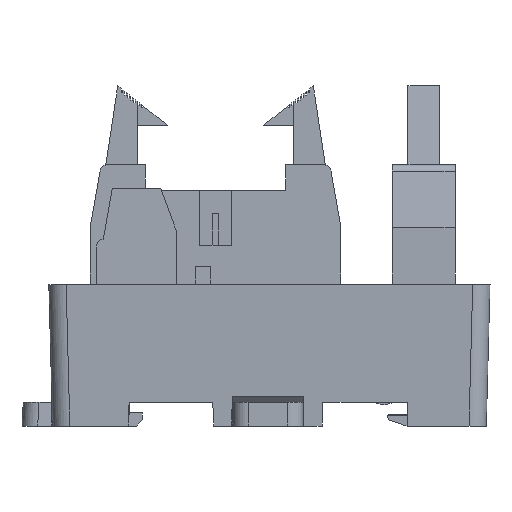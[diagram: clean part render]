
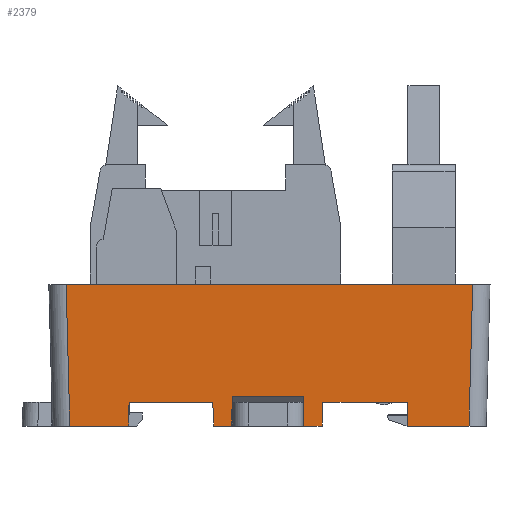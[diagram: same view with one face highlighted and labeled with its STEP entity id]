
A CAD part, left-side view. The second image highlights one B-rep face of the part: STEP entity #2379.
In plain terms, the highlighted planar face has unit normal (-1, 0, -0.026).
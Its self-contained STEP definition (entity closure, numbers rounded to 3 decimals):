
#1403=FACE_OUTER_BOUND('',#4561,.T.);
#2379=ADVANCED_FACE('',(#1403),#3359,.T.);
#3359=PLANE('',#20275);
#4561=EDGE_LOOP('',(#6441,#6442,#6443,#6444,#6445,#6446,#6447,#6448,#6449,
#6450,#6451,#6452,#6453,#6454,#6455,#6456));
#6441=ORIENTED_EDGE('',*,*,#12886,.T.);
#6442=ORIENTED_EDGE('',*,*,#13160,.F.);
#6443=ORIENTED_EDGE('',*,*,#13161,.T.);
#6444=ORIENTED_EDGE('',*,*,#13162,.F.);
#6445=ORIENTED_EDGE('',*,*,#13163,.T.);
#6446=ORIENTED_EDGE('',*,*,#13164,.F.);
#6447=ORIENTED_EDGE('',*,*,#13165,.T.);
#6448=ORIENTED_EDGE('',*,*,#13166,.T.);
#6449=ORIENTED_EDGE('',*,*,#12872,.T.);
#6450=ORIENTED_EDGE('',*,*,#13153,.T.);
#6451=ORIENTED_EDGE('',*,*,#13082,.T.);
#6452=ORIENTED_EDGE('',*,*,#13156,.T.);
#6453=ORIENTED_EDGE('',*,*,#13017,.F.);
#6454=ORIENTED_EDGE('',*,*,#13159,.T.);
#6455=ORIENTED_EDGE('',*,*,#13078,.T.);
#6456=ORIENTED_EDGE('',*,*,#13095,.F.);
#11067=VERTEX_POINT('',#26803);
#11068=VERTEX_POINT('',#26805);
#11081=VERTEX_POINT('',#26831);
#11082=VERTEX_POINT('',#26833);
#11188=VERTEX_POINT('',#27092);
#11189=VERTEX_POINT('',#27094);
#11222=VERTEX_POINT('',#27209);
#11223=VERTEX_POINT('',#27211);
#11226=VERTEX_POINT('',#27218);
#11227=VERTEX_POINT('',#27220);
#11268=VERTEX_POINT('',#27376);
#11269=VERTEX_POINT('',#27378);
#11270=VERTEX_POINT('',#27380);
#11271=VERTEX_POINT('',#27382);
#11272=VERTEX_POINT('',#27384);
#11273=VERTEX_POINT('',#27386);
#12872=EDGE_CURVE('',#11068,#11067,#15472,.T.);
#12886=EDGE_CURVE('',#11082,#11081,#15484,.T.);
#13017=EDGE_CURVE('',#11188,#11189,#15611,.T.);
#13078=EDGE_CURVE('',#11223,#11222,#15667,.T.);
#13082=EDGE_CURVE('',#11227,#11226,#15669,.T.);
#13095=EDGE_CURVE('',#11082,#11222,#15681,.T.);
#13153=EDGE_CURVE('',#11067,#11227,#15739,.T.);
#13156=EDGE_CURVE('',#11226,#11189,#15742,.T.);
#13159=EDGE_CURVE('',#11188,#11223,#15745,.T.);
#13160=EDGE_CURVE('',#11268,#11081,#15746,.T.);
#13161=EDGE_CURVE('',#11268,#11269,#15747,.T.);
#13162=EDGE_CURVE('',#11270,#11269,#15748,.T.);
#13163=EDGE_CURVE('',#11270,#11271,#15749,.T.);
#13164=EDGE_CURVE('',#11272,#11271,#15750,.T.);
#13165=EDGE_CURVE('',#11272,#11273,#15751,.T.);
#13166=EDGE_CURVE('',#11273,#11068,#15752,.T.);
#15472=LINE('',#26804,#17908);
#15484=LINE('',#26832,#17920);
#15611=LINE('',#27093,#18047);
#15667=LINE('',#27210,#18103);
#15669=LINE('',#27219,#18105);
#15681=LINE('',#27244,#18117);
#15739=LINE('',#27361,#18175);
#15742=LINE('',#27366,#18178);
#15745=LINE('',#27373,#18181);
#15746=LINE('',#27375,#18182);
#15747=LINE('',#27377,#18183);
#15748=LINE('',#27379,#18184);
#15749=LINE('',#27381,#18185);
#15750=LINE('',#27383,#18186);
#15751=LINE('',#27385,#18187);
#15752=LINE('',#27387,#18188);
#17908=VECTOR('',#21677,1.);
#17920=VECTOR('',#21693,1.);
#18047=VECTOR('',#21874,1.);
#18103=VECTOR('',#21984,1.);
#18105=VECTOR('',#21992,1.);
#18117=VECTOR('',#22012,1.);
#18175=VECTOR('',#22124,1.);
#18178=VECTOR('',#22131,1.);
#18181=VECTOR('',#22142,1.);
#18182=VECTOR('',#22145,1.);
#18183=VECTOR('',#22146,1.);
#18184=VECTOR('',#22147,1.);
#18185=VECTOR('',#22148,1.);
#18186=VECTOR('',#22149,1.);
#18187=VECTOR('',#22150,1.);
#18188=VECTOR('',#22151,1.);
#20275=AXIS2_PLACEMENT_3D('',#27388,#22152,#22153);
#21677=DIRECTION('',(0.,-1.,0.));
#21693=DIRECTION('',(0.,-1.,0.));
#21874=DIRECTION('',(0.,-1.,0.));
#21984=DIRECTION('',(0.,-1.,0.));
#21992=DIRECTION('',(0.,-1.,0.));
#22012=DIRECTION('',(0.026,0.017,-1.));
#22124=DIRECTION('',(0.026,-0.017,-1.));
#22131=DIRECTION('',(-0.026,-0.026,0.999));
#22142=DIRECTION('',(0.026,-0.026,-0.999));
#22145=DIRECTION('',(-0.026,0.035,0.999));
#22146=DIRECTION('',(0.,-1.,0.));
#22147=DIRECTION('',(0.026,0.009,-1.));
#22148=DIRECTION('',(0.,-1.,0.));
#22149=DIRECTION('',(-0.026,0.009,1.));
#22150=DIRECTION('',(0.,-1.,0.));
#22151=DIRECTION('',(-0.026,-0.035,0.999));
#22152=DIRECTION('',(-1.,0.,-0.026));
#22153=DIRECTION('',(-0.026,0.,1.));
#26803=CARTESIAN_POINT('',(-23.557,52.296,175.));
#26804=CARTESIAN_POINT('',(-23.557,70.046,175.));
#26805=CARTESIAN_POINT('',(-23.557,63.046,175.));
#26831=CARTESIAN_POINT('',(-23.557,77.046,175.));
#26832=CARTESIAN_POINT('',(-23.557,70.046,175.));
#26833=CARTESIAN_POINT('',(-23.557,87.696,175.));
#27092=CARTESIAN_POINT('',(-23.95,95.697,190.));
#27093=CARTESIAN_POINT('',(-23.95,69.546,190.));
#27094=CARTESIAN_POINT('',(-23.95,43.995,190.));
#27209=CARTESIAN_POINT('',(-23.479,87.748,172.));
#27210=CARTESIAN_POINT('',(-23.479,70.046,172.));
#27211=CARTESIAN_POINT('',(-23.479,95.225,172.));
#27218=CARTESIAN_POINT('',(-23.479,44.466,172.));
#27219=CARTESIAN_POINT('',(-23.479,69.546,172.));
#27220=CARTESIAN_POINT('',(-23.479,52.243,172.));
#27244=CARTESIAN_POINT('',(-23.526,87.717,173.796));
#27361=CARTESIAN_POINT('',(-23.958,52.563,190.294));
#27366=CARTESIAN_POINT('',(-23.933,44.012,189.34));
#27373=CARTESIAN_POINT('',(-23.933,95.679,189.34));
#27375=CARTESIAN_POINT('',(-23.526,77.004,173.798));
#27376=CARTESIAN_POINT('',(-23.479,76.941,172.));
#27377=CARTESIAN_POINT('',(-23.479,70.046,172.));
#27378=CARTESIAN_POINT('',(-23.479,74.622,172.));
#27379=CARTESIAN_POINT('',(-23.951,74.465,190.04));
#27380=CARTESIAN_POINT('',(-23.576,74.589,175.726));
#27381=CARTESIAN_POINT('',(-23.576,-139.399,175.726));
#27382=CARTESIAN_POINT('',(-23.576,65.502,175.726));
#27383=CARTESIAN_POINT('',(-23.951,65.627,190.032));
#27384=CARTESIAN_POINT('',(-23.479,65.47,172.));
#27385=CARTESIAN_POINT('',(-23.479,70.046,172.));
#27386=CARTESIAN_POINT('',(-23.479,63.151,172.));
#27387=CARTESIAN_POINT('',(-23.944,62.531,189.753));
#27388=CARTESIAN_POINT('',(-23.95,69.546,189.997));
